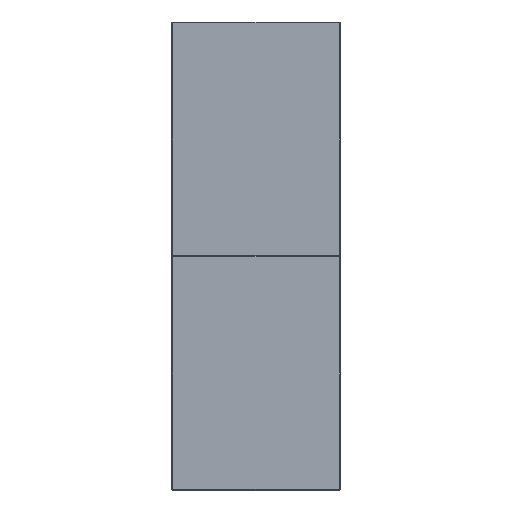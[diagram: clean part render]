
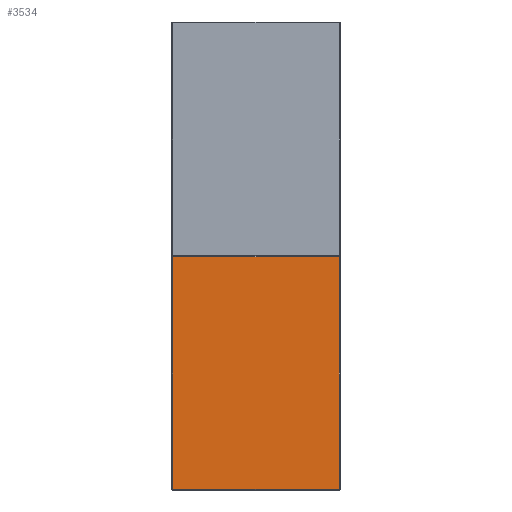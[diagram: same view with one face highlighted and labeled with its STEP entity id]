
A CAD part, front view. The second image highlights one B-rep face of the part: STEP entity #3534.
In plain terms, the highlighted planar face has unit normal (0, -1, 0).
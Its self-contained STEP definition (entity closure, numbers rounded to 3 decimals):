
#188=PLANE('',#3861);
#351=FACE_OUTER_BOUND('',#572,.T.);
#572=EDGE_LOOP('',(#2871,#2872,#2873,#2874));
#968=LINE('',#5610,#1287);
#971=LINE('',#5617,#1290);
#972=LINE('',#5622,#1291);
#974=LINE('',#5628,#1293);
#1287=VECTOR('',#4485,10.);
#1290=VECTOR('',#4492,10.);
#1291=VECTOR('',#4499,10.);
#1293=VECTOR('',#4507,10.);
#1613=VERTEX_POINT('',#5607);
#1614=VERTEX_POINT('',#5609);
#1616=VERTEX_POINT('',#5615);
#1617=VERTEX_POINT('',#5621);
#2005=EDGE_CURVE('',#1613,#1614,#968,.T.);
#2009=EDGE_CURVE('',#1616,#1613,#971,.T.);
#2011=EDGE_CURVE('',#1614,#1617,#972,.T.);
#2015=EDGE_CURVE('',#1617,#1616,#974,.T.);
#2871=ORIENTED_EDGE('',*,*,#2015,.F.);
#2872=ORIENTED_EDGE('',*,*,#2011,.F.);
#2873=ORIENTED_EDGE('',*,*,#2005,.F.);
#2874=ORIENTED_EDGE('',*,*,#2009,.F.);
#3534=ADVANCED_FACE('',(#351),#188,.F.);
#3861=AXIS2_PLACEMENT_3D('',#5759,#4644,#4645);
#4485=DIRECTION('',(1.,0.,0.));
#4492=DIRECTION('',(0.,0.,1.));
#4499=DIRECTION('',(0.,0.,-1.));
#4507=DIRECTION('',(-1.,0.,0.));
#4644=DIRECTION('center_axis',(0.,1.,0.));
#4645=DIRECTION('ref_axis',(1.,0.,0.));
#5607=CARTESIAN_POINT('',(-46.1,0.,64.35));
#5609=CARTESIAN_POINT('',(46.1,0.,64.35));
#5610=CARTESIAN_POINT('',(-23.25,0.,64.35));
#5615=CARTESIAN_POINT('',(-46.1,0.,-64.35));
#5617=CARTESIAN_POINT('',(-46.1,0.,-32.375));
#5621=CARTESIAN_POINT('',(46.1,0.,-64.35));
#5622=CARTESIAN_POINT('',(46.1,0.,32.375));
#5628=CARTESIAN_POINT('',(23.25,0.,-64.35));
#5759=CARTESIAN_POINT('Origin',(0.,0.,0.));
